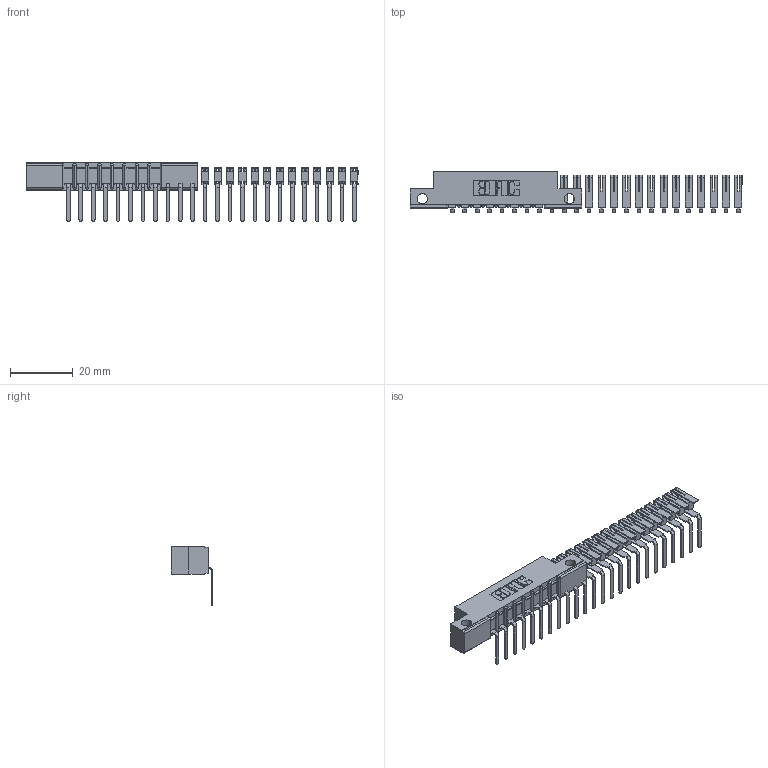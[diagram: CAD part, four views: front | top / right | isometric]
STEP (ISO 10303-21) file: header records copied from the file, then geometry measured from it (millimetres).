
FILE_DESCRIPTION (( 'STEP AP203' ), '1' );
FILE_NAME ('357-024-557-112.STEP', '2018-08-09T00:46:19', ( '' ), ( '' ), 'SwSTEP 2.0', 'SolidWorks 2016', '' );
FILE_SCHEMA (( 'CONFIG_CONTROL_DESIGN' ));
Length unit declared in the file: inch
Products named in the file (3): 307 Part_.128 Dia Side Mounting Holes; 307-290-002_557; 357-024-557-112
Assembly tree (25 placements, depth 2):
  357-024-557-112
    307 Part_.128 Dia Side Mounting Holes
    307-290-002_557  x24
Bounding box: 105.75 x 13.32 x 18.67 mm (x, y, z)
Volume: 4056.5 mm3; surface area: 9556 mm2
Topology: 25 solids, 25 shells, 1679 faces, 5155 edges, 3410 vertices
Faces by surface type: plane 1006, cylinder 655, sphere 18
Entity records: 12418 total; most frequent: CARTESIAN_POINT 2020, DIRECTION 1995, ORIENTED_EDGE 1994, EDGE_CURVE 997, LINE 745, VECTOR 745, VERTEX_POINT 650, AXIS2_PLACEMENT_3D 625
